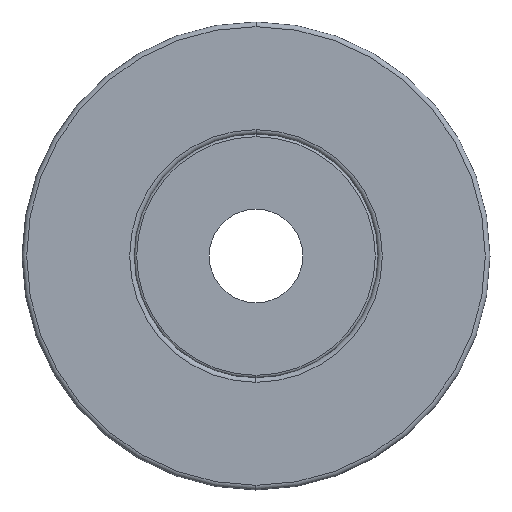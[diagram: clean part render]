
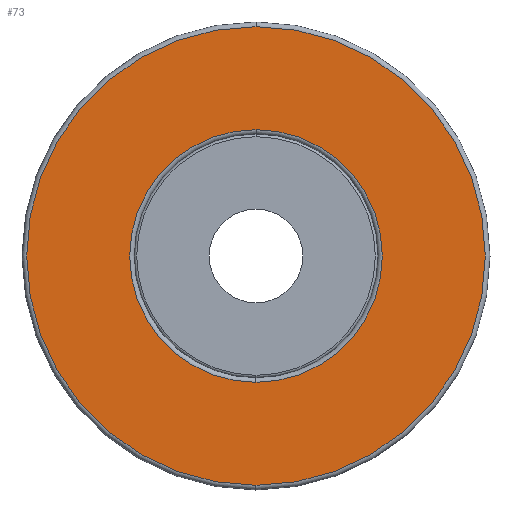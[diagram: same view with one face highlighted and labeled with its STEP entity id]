
A CAD part, left-side view. The second image highlights one B-rep face of the part: STEP entity #73.
In plain terms, the highlighted planar face has unit normal (-1, 0, 0).
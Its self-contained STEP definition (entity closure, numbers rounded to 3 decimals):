
#16 = CARTESIAN_POINT ( 'NONE',  ( -9., 0., 13.5 ) ) ;
#31 = CARTESIAN_POINT ( 'NONE',  ( -9., 13.5, 0. ) ) ;
#45 = DIRECTION ( 'NONE',  ( -1., 0., 0. ) ) ;
#59 = CARTESIAN_POINT ( 'NONE',  ( -9., 0., 24.5 ) ) ;
#73 = ADVANCED_FACE ( 'NONE', ( #813, #335 ), #422, .F. ) ;
#82 = ORIENTED_EDGE ( 'NONE', *, *, #369, .F. ) ;
#179 = CIRCLE ( 'NONE', #965, 24.5 ) ;
#180 = DIRECTION ( 'NONE',  ( -1., 0., 0. ) ) ;
#207 = DIRECTION ( 'NONE',  ( -1., 0., 0. ) ) ;
#214 = EDGE_LOOP ( 'NONE', ( #82, #233 ) ) ;
#228 = CIRCLE ( 'NONE', #812, 24.5 ) ;
#233 = ORIENTED_EDGE ( 'NONE', *, *, #948, .F. ) ;
#240 = DIRECTION ( 'NONE',  ( 0., 0., -1. ) ) ;
#249 = AXIS2_PLACEMENT_3D ( 'NONE', #31, #960, #240 ) ;
#295 = VERTEX_POINT ( 'NONE', #934 ) ;
#335 = FACE_OUTER_BOUND ( 'NONE', #950, .T. ) ;
#342 = DIRECTION ( 'NONE',  ( 0., 0., 1. ) ) ;
#352 = DIRECTION ( 'NONE',  ( 0., 0., 1. ) ) ;
#366 = AXIS2_PLACEMENT_3D ( 'NONE', #831, #180, #342 ) ;
#369 = EDGE_CURVE ( 'NONE', #797, #295, #690, .T. ) ;
#403 = ORIENTED_EDGE ( 'NONE', *, *, #637, .T. ) ;
#412 = AXIS2_PLACEMENT_3D ( 'NONE', #511, #45, #352 ) ;
#422 = PLANE ( 'NONE',  #249 ) ;
#431 = CARTESIAN_POINT ( 'NONE',  ( -9., 0., -24.5 ) ) ;
#439 = VERTEX_POINT ( 'NONE', #431 ) ;
#468 = DIRECTION ( 'NONE',  ( -1., 0., 0. ) ) ;
#470 = ORIENTED_EDGE ( 'NONE', *, *, #500, .T. ) ;
#491 = VERTEX_POINT ( 'NONE', #59 ) ;
#500 = EDGE_CURVE ( 'NONE', #491, #439, #179, .T. ) ;
#511 = CARTESIAN_POINT ( 'NONE',  ( -9., 0., 0. ) ) ;
#616 = CIRCLE ( 'NONE', #412, 13.5 ) ;
#637 = EDGE_CURVE ( 'NONE', #439, #491, #228, .T. ) ;
#690 = CIRCLE ( 'NONE', #366, 13.5 ) ;
#708 = DIRECTION ( 'NONE',  ( 0., 0., 1. ) ) ;
#756 = CARTESIAN_POINT ( 'NONE',  ( -9., 0., 0. ) ) ;
#763 = DIRECTION ( 'NONE',  ( 0., 0., 1. ) ) ;
#797 = VERTEX_POINT ( 'NONE', #16 ) ;
#812 = AXIS2_PLACEMENT_3D ( 'NONE', #867, #468, #708 ) ;
#813 = FACE_BOUND ( 'NONE', #214, .T. ) ;
#831 = CARTESIAN_POINT ( 'NONE',  ( -9., 0., 0. ) ) ;
#867 = CARTESIAN_POINT ( 'NONE',  ( -9., 0., 0. ) ) ;
#934 = CARTESIAN_POINT ( 'NONE',  ( -9., 0., -13.5 ) ) ;
#948 = EDGE_CURVE ( 'NONE', #295, #797, #616, .T. ) ;
#950 = EDGE_LOOP ( 'NONE', ( #470, #403 ) ) ;
#960 = DIRECTION ( 'NONE',  ( 1., 0., 0. ) ) ;
#965 = AXIS2_PLACEMENT_3D ( 'NONE', #756, #207, #763 ) ;
